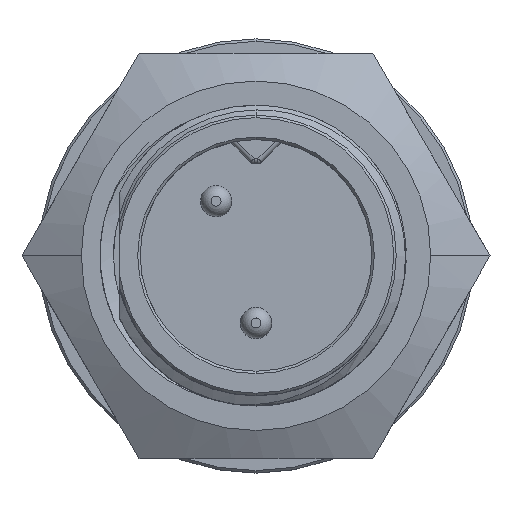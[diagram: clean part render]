
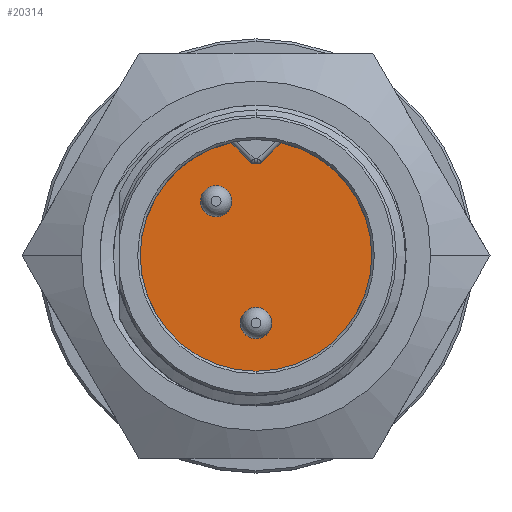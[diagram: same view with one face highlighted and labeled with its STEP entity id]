
A CAD part, top view. The second image highlights one B-rep face of the part: STEP entity #20314.
In plain terms, the highlighted planar face has unit normal (0, 0, 1).
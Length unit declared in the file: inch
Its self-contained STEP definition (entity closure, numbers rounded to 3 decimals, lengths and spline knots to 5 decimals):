
#636 = EDGE_CURVE ( 'NONE', #19484, #19472, #24037, .T. ) ;
#783 = EDGE_CURVE ( 'NONE', #19482, #19483, #13923, .T. ) ;
#791 = EDGE_CURVE ( 'NONE', #19441, #19428, #24410, .T. ) ;
#794 = EDGE_CURVE ( 'NONE', #19482, #19485, #24420, .T. ) ;
#796 = EDGE_CURVE ( 'NONE', #23548, #23410, #24400, .T. ) ;
#813 = EDGE_CURVE ( 'NONE', #19490, #19483, #24381, .T. ) ;
#824 = EDGE_CURVE ( 'NONE', #19472, #19484, #24370, .T. ) ;
#826 = EDGE_CURVE ( 'NONE', #19428, #19441, #24378, .T. ) ;
#834 = EDGE_CURVE ( 'NONE', #19491, #19485, #14129, .T. ) ;
#837 = EDGE_CURVE ( 'NONE', #19490, #23548, #13574, .T. ) ;
#838 = EDGE_CURVE ( 'NONE', #23410, #19491, #24348, .T. ) ;
#4457 = DIRECTION ( 'NONE',  ( 0., 1., 0. ) ) ;
#4458 = DIRECTION ( 'NONE',  ( 0., 0., -1. ) ) ;
#4459 = CARTESIAN_POINT ( 'NONE',  ( 0., -0.135, -0.33137 ) ) ;
#13574 = LINE ( 'NONE', #22145, #24334 ) ;
#13706 = ORIENTED_EDGE ( 'NONE', *, *, #796, .T. ) ;
#13715 = ORIENTED_EDGE ( 'NONE', *, *, #791, .T. ) ;
#13720 = ORIENTED_EDGE ( 'NONE', *, *, #826, .T. ) ;
#13732 = ORIENTED_EDGE ( 'NONE', *, *, #636, .T. ) ;
#13761 = ORIENTED_EDGE ( 'NONE', *, *, #824, .T. ) ;
#13767 = ORIENTED_EDGE ( 'NONE', *, *, #783, .T. ) ;
#13802 = ORIENTED_EDGE ( 'NONE', *, *, #838, .T. ) ;
#13808 = ORIENTED_EDGE ( 'NONE', *, *, #837, .T. ) ;
#13845 = ORIENTED_EDGE ( 'NONE', *, *, #834, .T. ) ;
#13859 = ORIENTED_EDGE ( 'NONE', *, *, #794, .F. ) ;
#13879 = ORIENTED_EDGE ( 'NONE', *, *, #813, .F. ) ;
#13923 = LINE ( 'NONE', #21846, #24423 ) ;
#14129 = LINE ( 'NONE', #22160, #24340 ) ;
#16997 = PLANE ( 'NONE',  #19341 ) ;
#16998 = CARTESIAN_POINT ( 'NONE',  ( 0., 0., -0.33137 ) ) ;
#16999 = DIRECTION ( 'NONE',  ( 0., 0., 1. ) ) ;
#17000 = DIRECTION ( 'NONE',  ( 1., 0., 0. ) ) ;
#18360 = CARTESIAN_POINT ( 'NONE',  ( 0., -0.232, -0.33137 ) ) ;
#18457 = CARTESIAN_POINT ( 'NONE',  ( -0.05045, 0.22645, -0.33137 ) ) ;
#19341 = AXIS2_PLACEMENT_3D ( 'NONE', #16998, #16999, #17000 ) ;
#19428 = VERTEX_POINT ( 'NONE', #22019 ) ;
#19441 = VERTEX_POINT ( 'NONE', #22006 ) ;
#19472 = VERTEX_POINT ( 'NONE', #21966 ) ;
#19482 = VERTEX_POINT ( 'NONE', #21954 ) ;
#19483 = VERTEX_POINT ( 'NONE', #21953 ) ;
#19484 = VERTEX_POINT ( 'NONE', #21951 ) ;
#19485 = VERTEX_POINT ( 'NONE', #21950 ) ;
#19490 = VERTEX_POINT ( 'NONE', #21944 ) ;
#19491 = VERTEX_POINT ( 'NONE', #21939 ) ;
#20314 = ADVANCED_FACE ( 'NONE', ( #22358, #22354, #22353 ), #16997, .T. ) ;
#21214 = DIRECTION ( 'NONE',  ( 0., 1., 0. ) ) ;
#21218 = DIRECTION ( 'NONE',  ( 0., 0., 1. ) ) ;
#21228 = CARTESIAN_POINT ( 'NONE',  ( -0.00386, 0.194, -0.33137 ) ) ;
#21601 = DIRECTION ( 'NONE',  ( 0., 1., 0. ) ) ;
#21604 = DIRECTION ( 'NONE',  ( 0., 0., 1. ) ) ;
#21608 = CARTESIAN_POINT ( 'NONE',  ( 0., 0., -0.33137 ) ) ;
#21633 = DIRECTION ( 'NONE',  ( 0., 1., 0. ) ) ;
#21637 = DIRECTION ( 'NONE',  ( 0., 0., 1. ) ) ;
#21646 = CARTESIAN_POINT ( 'NONE',  ( 0.00386, 0.194, -0.33137 ) ) ;
#21685 = DIRECTION ( 'NONE',  ( 0., 1., 0. ) ) ;
#21688 = DIRECTION ( 'NONE',  ( 0., 0., -1. ) ) ;
#21698 = CARTESIAN_POINT ( 'NONE',  ( -0.08, 0.109, -0.33137 ) ) ;
#21844 = DIRECTION ( 'NONE',  ( -1., 0., 0. ) ) ;
#21846 = CARTESIAN_POINT ( 'NONE',  ( 0.008, 0.184, -0.33137 ) ) ;
#21939 = CARTESIAN_POINT ( 'NONE',  ( 0.05045, 0.22645, -0.33137 ) ) ;
#21944 = CARTESIAN_POINT ( 'NONE',  ( -0.01093, 0.18693, -0.33137 ) ) ;
#21950 = CARTESIAN_POINT ( 'NONE',  ( 0.01093, 0.18693, -0.33137 ) ) ;
#21951 = CARTESIAN_POINT ( 'NONE',  ( 0., -0.10375, -0.33137 ) ) ;
#21953 = CARTESIAN_POINT ( 'NONE',  ( -0.00386, 0.184, -0.33137 ) ) ;
#21954 = CARTESIAN_POINT ( 'NONE',  ( 0.00386, 0.184, -0.33137 ) ) ;
#21966 = CARTESIAN_POINT ( 'NONE',  ( 0., -0.16625, -0.33137 ) ) ;
#22006 = CARTESIAN_POINT ( 'NONE',  ( -0.08, 0.14025, -0.33137 ) ) ;
#22019 = CARTESIAN_POINT ( 'NONE',  ( -0.08, 0.07775, -0.33137 ) ) ;
#22139 = DIRECTION ( 'NONE',  ( 0., 1., 0. ) ) ;
#22141 = DIRECTION ( 'NONE',  ( 0., 0., 1. ) ) ;
#22142 = CARTESIAN_POINT ( 'NONE',  ( 0., 0., -0.33137 ) ) ;
#22144 = DIRECTION ( 'NONE',  ( -0.707, 0.707, 0. ) ) ;
#22145 = CARTESIAN_POINT ( 'NONE',  ( -0.01093, 0.18693, -0.33137 ) ) ;
#22159 = DIRECTION ( 'NONE',  ( -0.707, -0.707, 0. ) ) ;
#22160 = CARTESIAN_POINT ( 'NONE',  ( 0.05045, 0.22645, -0.33137 ) ) ;
#22193 = DIRECTION ( 'NONE',  ( 0., 1., 0. ) ) ;
#22195 = DIRECTION ( 'NONE',  ( 0., 0., -1. ) ) ;
#22196 = CARTESIAN_POINT ( 'NONE',  ( -0.08, 0.109, -0.33137 ) ) ;
#22204 = DIRECTION ( 'NONE',  ( 0., 1., 0. ) ) ;
#22205 = DIRECTION ( 'NONE',  ( 0., 0., -1. ) ) ;
#22206 = CARTESIAN_POINT ( 'NONE',  ( 0., -0.135, -0.33137 ) ) ;
#22353 = FACE_OUTER_BOUND ( 'NONE', #22514, .T. ) ;
#22354 = FACE_BOUND ( 'NONE', #22626, .T. ) ;
#22358 = FACE_BOUND ( 'NONE', #22715, .T. ) ;
#22514 = EDGE_LOOP ( 'NONE', ( #13767, #13879, #13808, #13706, #13802, #13845, #13859 ) ) ;
#22626 = EDGE_LOOP ( 'NONE', ( #13732, #13761 ) ) ;
#22715 = EDGE_LOOP ( 'NONE', ( #13715, #13720 ) ) ;
#23410 = VERTEX_POINT ( 'NONE', #18360 ) ;
#23548 = VERTEX_POINT ( 'NONE', #18457 ) ;
#24037 = CIRCLE ( 'NONE', #24345, 0.03125 ) ;
#24333 = AXIS2_PLACEMENT_3D ( 'NONE', #22142, #22141, #22139 ) ;
#24334 = VECTOR ( 'NONE', #22144, 39.37008 ) ;
#24340 = VECTOR ( 'NONE', #22159, 39.37008 ) ;
#24345 = AXIS2_PLACEMENT_3D ( 'NONE', #4459, #4458, #4457 ) ;
#24348 = CIRCLE ( 'NONE', #24333, 0.232 ) ;
#24356 = AXIS2_PLACEMENT_3D ( 'NONE', #22196, #22195, #22193 ) ;
#24361 = AXIS2_PLACEMENT_3D ( 'NONE', #22206, #22205, #22204 ) ;
#24370 = CIRCLE ( 'NONE', #24361, 0.03125 ) ;
#24372 = AXIS2_PLACEMENT_3D ( 'NONE', #21228, #21218, #21214 ) ;
#24378 = CIRCLE ( 'NONE', #24356, 0.03125 ) ;
#24381 = CIRCLE ( 'NONE', #24372, 0.01 ) ;
#24399 = AXIS2_PLACEMENT_3D ( 'NONE', #21608, #21604, #21601 ) ;
#24400 = CIRCLE ( 'NONE', #24399, 0.232 ) ;
#24403 = AXIS2_PLACEMENT_3D ( 'NONE', #21646, #21637, #21633 ) ;
#24409 = AXIS2_PLACEMENT_3D ( 'NONE', #21698, #21688, #21685 ) ;
#24410 = CIRCLE ( 'NONE', #24409, 0.03125 ) ;
#24420 = CIRCLE ( 'NONE', #24403, 0.01 ) ;
#24423 = VECTOR ( 'NONE', #21844, 39.37008 ) ;
